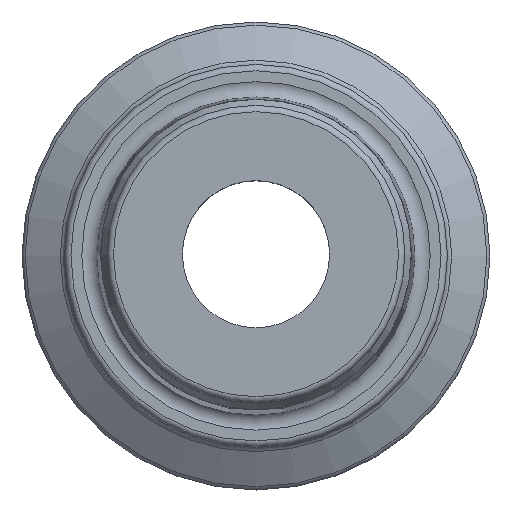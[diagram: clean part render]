
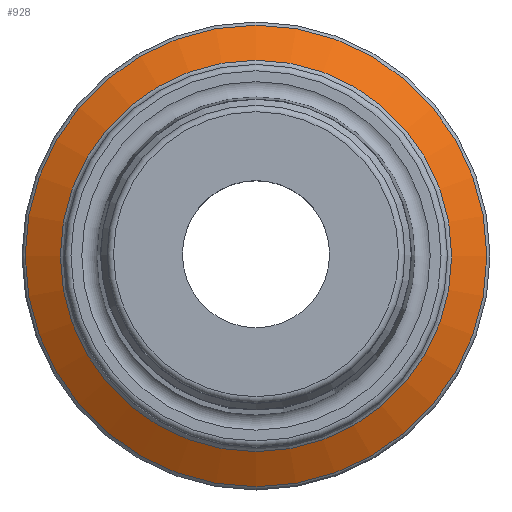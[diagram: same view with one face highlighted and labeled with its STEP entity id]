
A CAD part, top view. The second image highlights one B-rep face of the part: STEP entity #928.
In plain terms, the highlighted conical face has half-angle 60 degrees and reference radius 9 mm.
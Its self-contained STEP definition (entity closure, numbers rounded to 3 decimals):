
#32=CONICAL_SURFACE('',#1008,9.,1.047);
#67=CIRCLE('',#978,10.85);
#83=CIRCLE('',#1009,9.2);
#191=ORIENTED_EDGE('',*,*,#289,.T.);
#192=ORIENTED_EDGE('',*,*,#305,.T.);
#289=EDGE_CURVE('',#351,#351,#67,.T.);
#305=EDGE_CURVE('',#367,#367,#83,.T.);
#351=VERTEX_POINT('',#1337);
#367=VERTEX_POINT('',#1384);
#487=EDGE_LOOP('',(#191));
#488=EDGE_LOOP('',(#192));
#557=FACE_BOUND('',#487,.T.);
#558=FACE_BOUND('',#488,.T.);
#928=ADVANCED_FACE('',(#557,#558),#32,.T.);
#978=AXIS2_PLACEMENT_3D('',#1336,#1132,#1133);
#1008=AXIS2_PLACEMENT_3D('',#1382,#1192,#1193);
#1009=AXIS2_PLACEMENT_3D('',#1383,#1194,#1195);
#1132=DIRECTION('',(0.,0.,1.));
#1133=DIRECTION('',(1.,0.,0.));
#1192=DIRECTION('',(0.,0.,-1.));
#1193=DIRECTION('',(-1.,0.,0.));
#1194=DIRECTION('',(0.,0.,-1.));
#1195=DIRECTION('',(-1.,0.,0.));
#1336=CARTESIAN_POINT('',(0.,0.,1.932));
#1337=CARTESIAN_POINT('',(10.85,0.,1.932));
#1382=CARTESIAN_POINT('',(0.,0.,3.));
#1383=CARTESIAN_POINT('',(0.,0.,2.885));
#1384=CARTESIAN_POINT('',(-9.2,0.,2.885));
